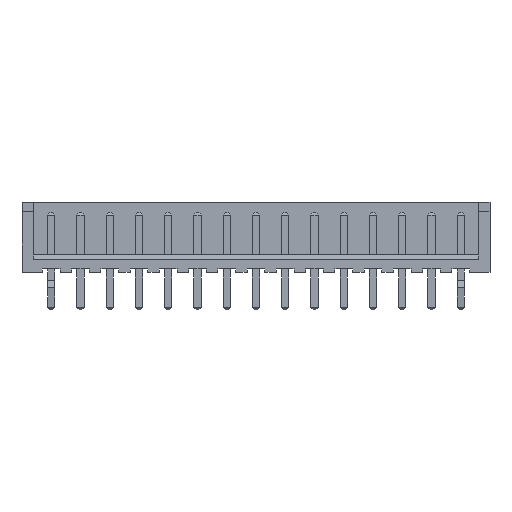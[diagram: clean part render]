
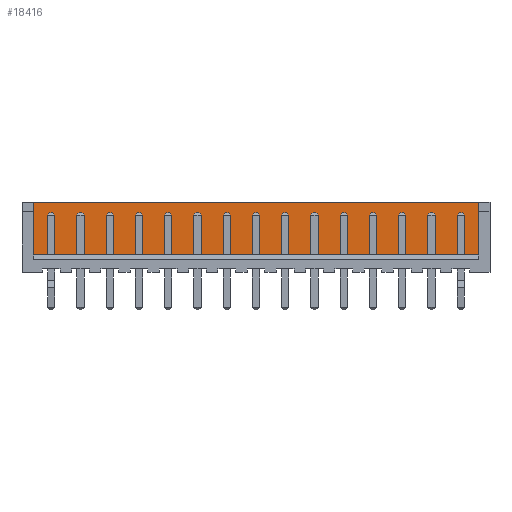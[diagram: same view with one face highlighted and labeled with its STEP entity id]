
A CAD part, front view. The second image highlights one B-rep face of the part: STEP entity #18416.
In plain terms, the highlighted planar face has unit normal (0, -1, 0).
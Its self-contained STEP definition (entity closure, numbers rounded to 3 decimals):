
#8178 = PLANE('',#8179);
#8179 = AXIS2_PLACEMENT_3D('',#8180,#8181,#8182);
#8180 = CARTESIAN_POINT('',(36.5,-0.6,1.5));
#8181 = DIRECTION('',(0.,0.,-1.));
#8182 = DIRECTION('',(-1.,0.,0.));
#8234 = PLANE('',#8235);
#8235 = AXIS2_PLACEMENT_3D('',#8236,#8237,#8238);
#8236 = CARTESIAN_POINT('',(-2.5,-2.2,6.));
#8237 = DIRECTION('',(0.,0.,-1.));
#8238 = DIRECTION('',(-1.,0.,0.));
#12766 = VERTEX_POINT('',#12767);
#12767 = CARTESIAN_POINT('',(37.05,1.15,6.));
#12781 = PLANE('',#12782);
#12782 = AXIS2_PLACEMENT_3D('',#12783,#12784,#12785);
#12783 = CARTESIAN_POINT('',(37.05,0.65,6.));
#12784 = DIRECTION('',(1.,0.,0.));
#12785 = DIRECTION('',(0.,1.,0.));
#12793 = EDGE_CURVE('',#12766,#12794,#12796,.T.);
#12794 = VERTEX_POINT('',#12795);
#12795 = CARTESIAN_POINT('',(-2.05,1.15,6.));
#12796 = SURFACE_CURVE('',#12797,(#12801,#12808),.PCURVE_S1.);
#12797 = LINE('',#12798,#12799);
#12798 = CARTESIAN_POINT('',(37.05,1.15,6.));
#12799 = VECTOR('',#12800,1.);
#12800 = DIRECTION('',(-1.,0.,0.));
#12801 = PCURVE('',#8234,#12802);
#12802 = DEFINITIONAL_REPRESENTATION('',(#12803),#12807);
#12803 = LINE('',#12804,#12805);
#12804 = CARTESIAN_POINT('',(-39.55,3.35));
#12805 = VECTOR('',#12806,1.);
#12806 = DIRECTION('',(1.,0.));
#12807 = ( GEOMETRIC_REPRESENTATION_CONTEXT(2)
PARAMETRIC_REPRESENTATION_CONTEXT() REPRESENTATION_CONTEXT('2D SPACE',''
) );
#12808 = PCURVE('',#12809,#12814);
#12809 = PLANE('',#12810);
#12810 = AXIS2_PLACEMENT_3D('',#12811,#12812,#12813);
#12811 = CARTESIAN_POINT('',(37.05,1.15,6.));
#12812 = DIRECTION('',(0.,1.,0.));
#12813 = DIRECTION('',(-1.,0.,0.));
#12814 = DEFINITIONAL_REPRESENTATION('',(#12815),#12819);
#12815 = LINE('',#12816,#12817);
#12816 = CARTESIAN_POINT('',(0.,0.));
#12817 = VECTOR('',#12818,1.);
#12818 = DIRECTION('',(1.,0.));
#12819 = ( GEOMETRIC_REPRESENTATION_CONTEXT(2)
PARAMETRIC_REPRESENTATION_CONTEXT() REPRESENTATION_CONTEXT('2D SPACE',''
) );
#12837 = PLANE('',#12838);
#12838 = AXIS2_PLACEMENT_3D('',#12839,#12840,#12841);
#12839 = CARTESIAN_POINT('',(-2.05,1.15,6.));
#12840 = DIRECTION('',(-1.,0.,0.));
#12841 = DIRECTION('',(0.,-1.,0.));
#13089 = VERTEX_POINT('',#13090);
#13090 = CARTESIAN_POINT('',(-2.05,1.15,1.5));
#13111 = EDGE_CURVE('',#13112,#13089,#13114,.T.);
#13112 = VERTEX_POINT('',#13113);
#13113 = CARTESIAN_POINT('',(37.05,1.15,1.5));
#13114 = SURFACE_CURVE('',#13115,(#13119,#13126),.PCURVE_S1.);
#13115 = LINE('',#13116,#13117);
#13116 = CARTESIAN_POINT('',(37.05,1.15,1.5));
#13117 = VECTOR('',#13118,1.);
#13118 = DIRECTION('',(-1.,0.,0.));
#13119 = PCURVE('',#8178,#13120);
#13120 = DEFINITIONAL_REPRESENTATION('',(#13121),#13125);
#13121 = LINE('',#13122,#13123);
#13122 = CARTESIAN_POINT('',(-0.55,1.75));
#13123 = VECTOR('',#13124,1.);
#13124 = DIRECTION('',(1.,0.));
#13125 = ( GEOMETRIC_REPRESENTATION_CONTEXT(2)
PARAMETRIC_REPRESENTATION_CONTEXT() REPRESENTATION_CONTEXT('2D SPACE',''
) );
#13126 = PCURVE('',#12809,#13127);
#13127 = DEFINITIONAL_REPRESENTATION('',(#13128),#13132);
#13128 = LINE('',#13129,#13130);
#13129 = CARTESIAN_POINT('',(0.,-4.5));
#13130 = VECTOR('',#13131,1.);
#13131 = DIRECTION('',(1.,0.));
#13132 = ( GEOMETRIC_REPRESENTATION_CONTEXT(2)
PARAMETRIC_REPRESENTATION_CONTEXT() REPRESENTATION_CONTEXT('2D SPACE',''
) );
#18393 = EDGE_CURVE('',#12794,#13089,#18394,.T.);
#18394 = SURFACE_CURVE('',#18395,(#18399,#18406),.PCURVE_S1.);
#18395 = LINE('',#18396,#18397);
#18396 = CARTESIAN_POINT('',(-2.05,1.15,6.));
#18397 = VECTOR('',#18398,1.);
#18398 = DIRECTION('',(0.,0.,-1.));
#18399 = PCURVE('',#12837,#18400);
#18400 = DEFINITIONAL_REPRESENTATION('',(#18401),#18405);
#18401 = LINE('',#18402,#18403);
#18402 = CARTESIAN_POINT('',(0.,0.));
#18403 = VECTOR('',#18404,1.);
#18404 = DIRECTION('',(0.,-1.));
#18405 = ( GEOMETRIC_REPRESENTATION_CONTEXT(2)
PARAMETRIC_REPRESENTATION_CONTEXT() REPRESENTATION_CONTEXT('2D SPACE',''
) );
#18406 = PCURVE('',#12809,#18407);
#18407 = DEFINITIONAL_REPRESENTATION('',(#18408),#18412);
#18408 = LINE('',#18409,#18410);
#18409 = CARTESIAN_POINT('',(39.1,0.));
#18410 = VECTOR('',#18411,1.);
#18411 = DIRECTION('',(0.,-1.));
#18412 = ( GEOMETRIC_REPRESENTATION_CONTEXT(2)
PARAMETRIC_REPRESENTATION_CONTEXT() REPRESENTATION_CONTEXT('2D SPACE',''
) );
#18416 = ADVANCED_FACE('',(#18417),#12809,.F.);
#18417 = FACE_BOUND('',#18418,.F.);
#18418 = EDGE_LOOP('',(#18419,#18440,#18441,#18442));
#18419 = ORIENTED_EDGE('',*,*,#18420,.T.);
#18420 = EDGE_CURVE('',#12766,#13112,#18421,.T.);
#18421 = SURFACE_CURVE('',#18422,(#18426,#18433),.PCURVE_S1.);
#18422 = LINE('',#18423,#18424);
#18423 = CARTESIAN_POINT('',(37.05,1.15,6.));
#18424 = VECTOR('',#18425,1.);
#18425 = DIRECTION('',(0.,0.,-1.));
#18426 = PCURVE('',#12809,#18427);
#18427 = DEFINITIONAL_REPRESENTATION('',(#18428),#18432);
#18428 = LINE('',#18429,#18430);
#18429 = CARTESIAN_POINT('',(0.,0.));
#18430 = VECTOR('',#18431,1.);
#18431 = DIRECTION('',(0.,-1.));
#18432 = ( GEOMETRIC_REPRESENTATION_CONTEXT(2)
PARAMETRIC_REPRESENTATION_CONTEXT() REPRESENTATION_CONTEXT('2D SPACE',''
) );
#18433 = PCURVE('',#12781,#18434);
#18434 = DEFINITIONAL_REPRESENTATION('',(#18435),#18439);
#18435 = LINE('',#18436,#18437);
#18436 = CARTESIAN_POINT('',(0.5,0.));
#18437 = VECTOR('',#18438,1.);
#18438 = DIRECTION('',(0.,-1.));
#18439 = ( GEOMETRIC_REPRESENTATION_CONTEXT(2)
PARAMETRIC_REPRESENTATION_CONTEXT() REPRESENTATION_CONTEXT('2D SPACE',''
) );
#18440 = ORIENTED_EDGE('',*,*,#13111,.T.);
#18441 = ORIENTED_EDGE('',*,*,#18393,.F.);
#18442 = ORIENTED_EDGE('',*,*,#12793,.F.);
